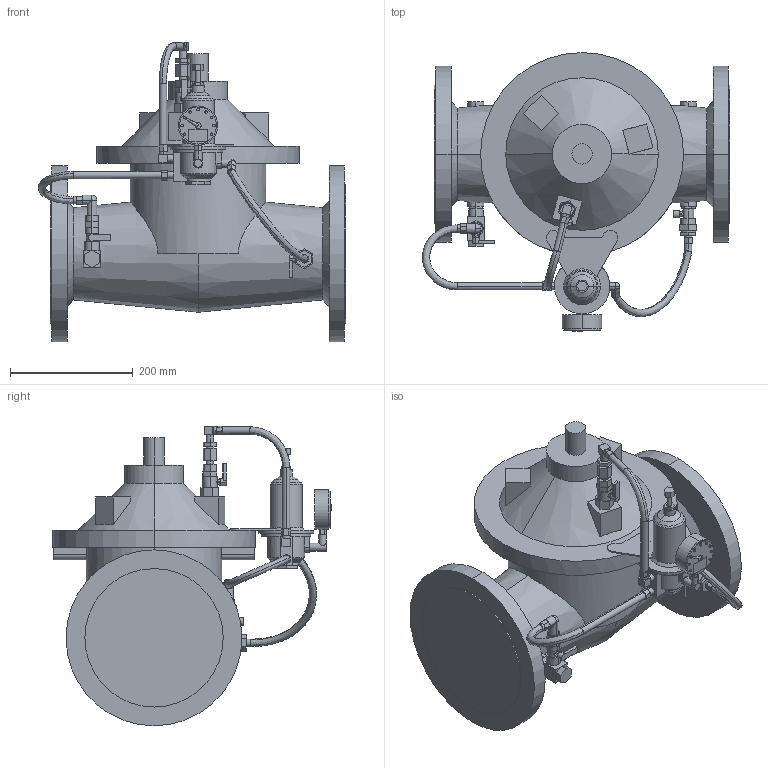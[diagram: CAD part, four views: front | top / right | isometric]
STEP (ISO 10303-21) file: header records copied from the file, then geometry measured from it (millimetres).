
FILE_DESCRIPTION(('no description'),'unknown implementation level');
FILE_NAME('Honeywell_DR300-150A_3D.stp',' ',('pit-cup GmbH'),('ccLab - KiM Gmbh - www.kimweb.de'),'unknown preprocess','ACIS','unknown authorization');
FILE_SCHEMA(('automotive_design'));
Length unit declared in the file: millimetre
Products named in the file (1): 1
Bounding box: 499.74 x 453.5 x 487.05 mm (x, y, z)
Volume: 21491235.6 mm3; surface area: 850962.7 mm2
Topology: 1 solids, 1 shells, 560 faces, 1367 edges, 877 vertices
Faces by surface type: plane 372, cylinder 151, cone 25, bspline 8, sphere 4
Entity records: 38533 total; most frequent: CARTESIAN_POINT 9533, STYLED_ITEM 2801, PRESENTATION_STYLE_ASSIGNMENT 2801, COLOUR_RGB 2801, DIRECTION 2780, ORIENTED_EDGE 2726, EDGE_CURVE 1363, CURVE_STYLE 1363
